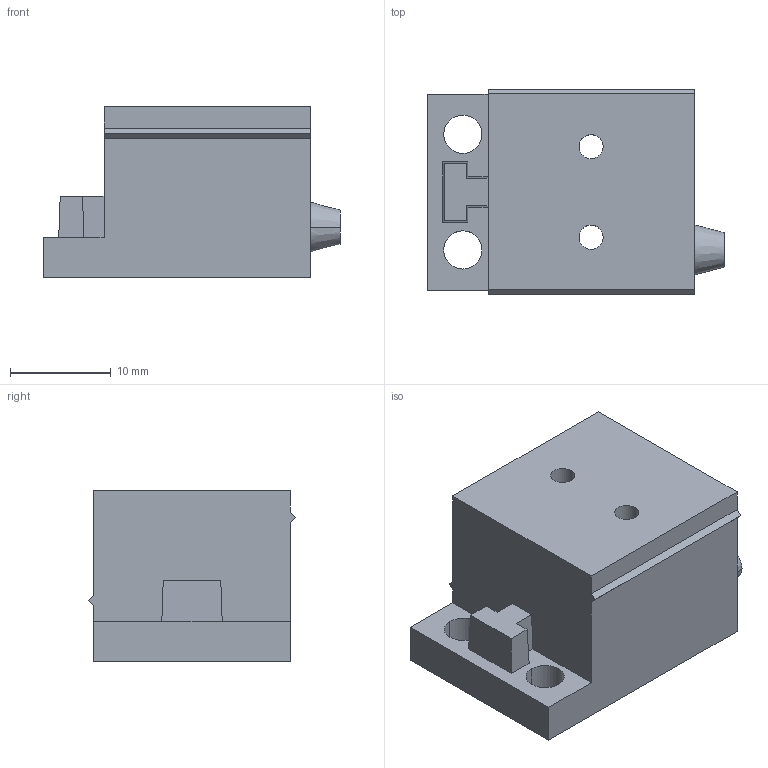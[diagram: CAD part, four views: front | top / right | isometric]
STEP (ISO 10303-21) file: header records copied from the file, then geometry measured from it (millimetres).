
FILE_DESCRIPTION(('Creo Elements/Direct Modeling STEP Export'),'2;1');
FILE_NAME('model.stp','2021-04-01T10:53:25',(''),(''),'Creo Elements/Direct Modeling STEP processor for AP214 (Solid Model)','Creo Elements/Direct Modeling 20.1D 10-Oct-2020 (C) Parametric Technology GmbH','');
FILE_SCHEMA(('AUTOMOTIVE_DESIGN { 1 0 10303 214 1 1 1 1 }'));
Length unit declared in the file: millimetre
Products named in the file (2): CES_STPG_GY_2X3-select
Assembly tree (1 placements, depth 2):
  CES_STPG_GY_2X3-select
    CES_STPG_GY_2X3-select
Bounding box: 29.5 x 20.5 x 17 mm (x, y, z)
Volume: 7110.6 mm3; surface area: 2867 mm2
Topology: 1 solids, 1 shells, 36 faces, 100 edges, 68 vertices
Faces by surface type: plane 24, cylinder 8, cone 4
Entity records: 1424 total; most frequent: ORIENTED_EDGE 200, CARTESIAN_POINT 188, DIRECTION 169, EDGE_CURVE 100, VECTOR 71, LINE 71, VERTEX_POINT 68, AXIS2_PLACEMENT_3D 49
